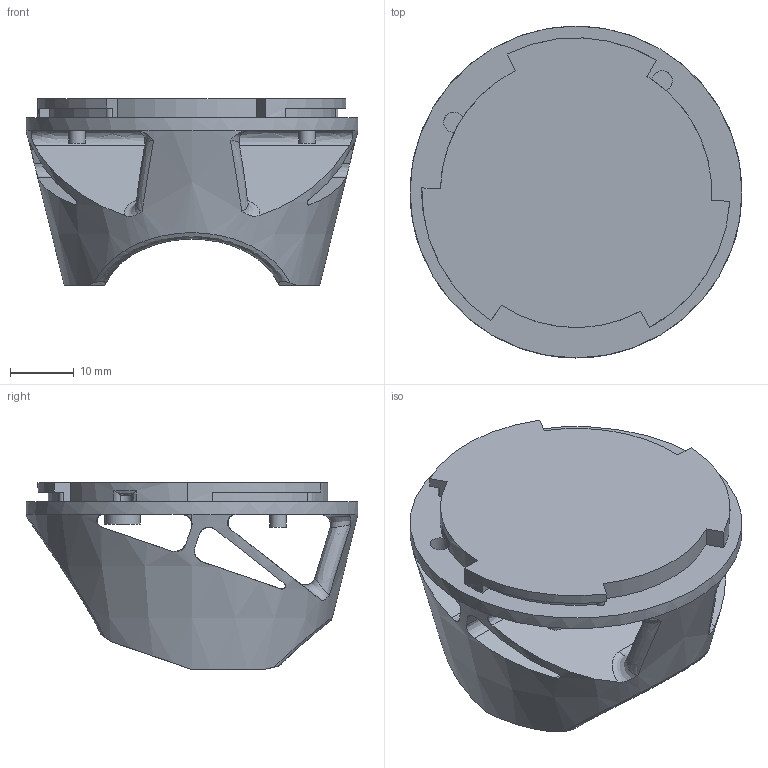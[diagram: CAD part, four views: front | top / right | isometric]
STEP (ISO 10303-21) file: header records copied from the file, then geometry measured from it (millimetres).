
FILE_DESCRIPTION(/* description */ (''),/* implementation_level */ '2;1');
FILE_NAME(/* name */ '底座_F2.step',/* time_stamp */ '2022-08-29T09:50:46+08:00',/* author */ (''),/* organization */ (''),/* preprocessor_version */ 'ST-DEVELOPER v19',/* originating_system */ 'Autodesk Translation Framework v11.7.0.108',/* authorisation */ '');
FILE_SCHEMA (('AUTOMOTIVE_DESIGN { 1 0 10303 214 3 1 1 }'));
Length unit declared in the file: millimetre
Products named in the file (1): 底座
Bounding box: 52 x 52 x 29.29 mm (x, y, z)
Volume: 25402.8 mm3; surface area: 13265 mm2
Topology: 1 solids, 1 shells, 117 faces, 362 edges, 241 vertices
Faces by surface type: plane 45, bspline 38, cylinder 32, cone 2
Full cylindrical faces by diameter (mm): 2.6 x2, 3.2 x2, 5.6 x1, 52 x1
Entity records: 6865 total; most frequent: CARTESIAN_POINT 3935, ORIENTED_EDGE 724, DIRECTION 447, EDGE_CURVE 362, VERTEX_POINT 241, AXIS2_PLACEMENT_3D 182, B_SPLINE_CURVE_WITH_KNOTS 177, EDGE_LOOP 129
